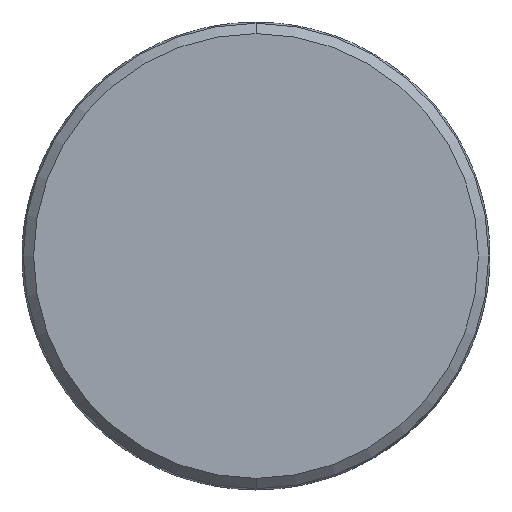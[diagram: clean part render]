
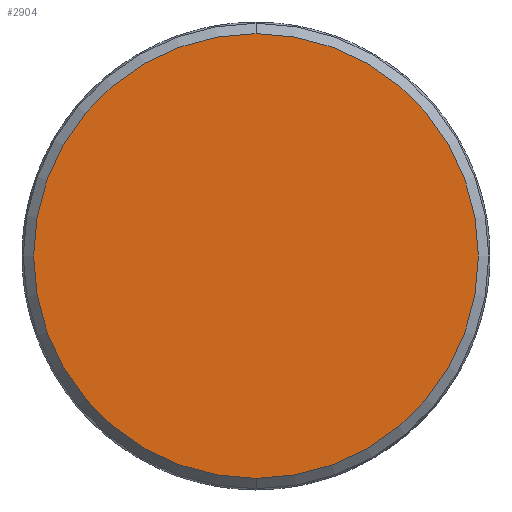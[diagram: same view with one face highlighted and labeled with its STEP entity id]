
A CAD part, front view. The second image highlights one B-rep face of the part: STEP entity #2904.
In plain terms, the highlighted planar face has unit normal (0, -1, 0).
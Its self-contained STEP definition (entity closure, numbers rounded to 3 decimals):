
#26 = EDGE_CURVE ( 'NONE', #2167, #2189, #2622, .T. ) ;
#72 = EDGE_CURVE ( 'NONE', #2189, #2167, #1386, .T. ) ;
#370 = CARTESIAN_POINT ( 'NONE',  ( 0., 0., 8.6 ) ) ;
#789 = CARTESIAN_POINT ( 'NONE',  ( 0., 0., -8.6 ) ) ;
#891 = DIRECTION ( 'NONE',  ( 0., 0., 1. ) ) ;
#892 = DIRECTION ( 'NONE',  ( 0., -1., 0. ) ) ;
#893 = CARTESIAN_POINT ( 'NONE',  ( 0., 0., 0. ) ) ;
#948 = DIRECTION ( 'NONE',  ( 0., 0., 1. ) ) ;
#949 = DIRECTION ( 'NONE',  ( 0., -1., 0. ) ) ;
#950 = CARTESIAN_POINT ( 'NONE',  ( 0., 0., 0. ) ) ;
#1038 = EDGE_LOOP ( 'NONE', ( #2413, #2406 ) ) ;
#1386 = CIRCLE ( 'NONE', #2724, 8.6 ) ;
#1746 = PLANE ( 'NONE',  #2993 ) ;
#1748 = DIRECTION ( 'NONE',  ( 0., 0., 1. ) ) ;
#1936 = CARTESIAN_POINT ( 'NONE',  ( 0., 0., 0. ) ) ;
#1953 = DIRECTION ( 'NONE',  ( 0., 1., 0. ) ) ;
#1955 = FACE_OUTER_BOUND ( 'NONE', #1038, .T. ) ;
#2167 = VERTEX_POINT ( 'NONE', #370 ) ;
#2189 = VERTEX_POINT ( 'NONE', #789 ) ;
#2406 = ORIENTED_EDGE ( 'NONE', *, *, #72, .T. ) ;
#2413 = ORIENTED_EDGE ( 'NONE', *, *, #26, .T. ) ;
#2616 = AXIS2_PLACEMENT_3D ( 'NONE', #950, #949, #948 ) ;
#2622 = CIRCLE ( 'NONE', #2616, 8.6 ) ;
#2724 = AXIS2_PLACEMENT_3D ( 'NONE', #893, #892, #891 ) ;
#2904 = ADVANCED_FACE ( 'NONE', ( #1955 ), #1746, .F. ) ;
#2993 = AXIS2_PLACEMENT_3D ( 'NONE', #1936, #1953, #1748 ) ;
